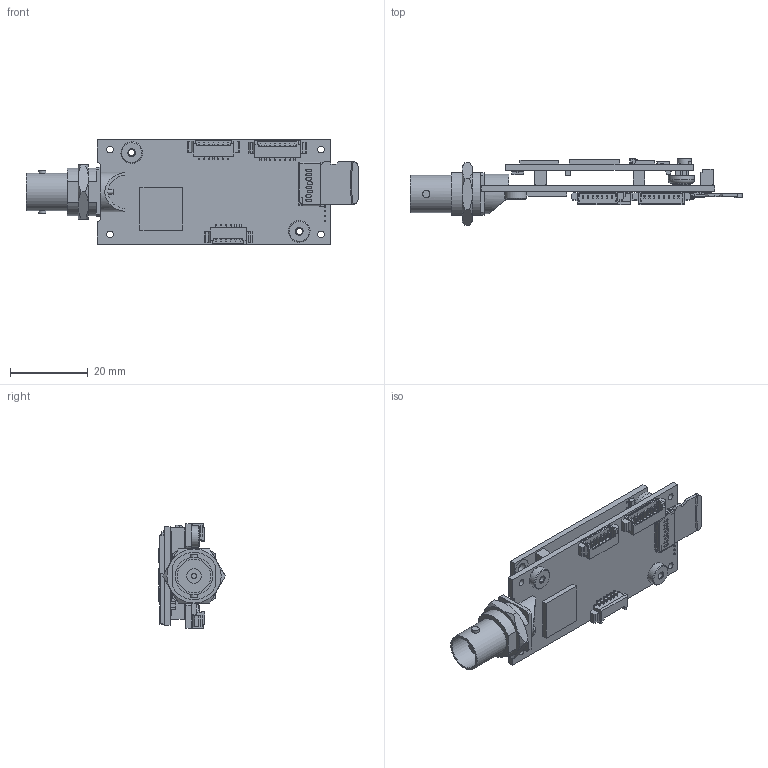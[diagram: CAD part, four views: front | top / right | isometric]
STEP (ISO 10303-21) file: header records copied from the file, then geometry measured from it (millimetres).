
FILE_DESCRIPTION (( 'STEP AP214' ), '1' );
FILE_NAME ('4067.STEP', '2023-09-26T19:27:12', ( '' ), ( '' ), 'SwSTEP 2.0', 'SolidWorks 2012', '' );
FILE_SCHEMA (( 'AUTOMOTIVE_DESIGN' ));
Length unit declared in the file: inch
Products named in the file (26): Battery_SMT; PEM KF2_M2x2 SMT; HDR4-1.25MM; BNC_Edge Launch; IC_11x11; 2960; SOT-23-5; LED_0603; IC_3x3; IC_5x5; SOT-23; Cap_ceramic_0805; Choke ELL4; IC_9x12.5; IC_13x13; IC_10x13; DF40; HDR-1.25mm_PicoBlade_SM_RA_8 pin; HDR-1.25mm_PicoBlade_SM_RA_7 pin; Micro SD card; SD_Micro; HDR-1.25mm_PicoBlade_SM_RA_6 pin; DF40F-60_4mm; 2267TA; 4067
Assembly tree (39 placements, depth 3):
  4067
    2267TA
    DF40F-60_4mm  x2
    HDR-1.25mm_PicoBlade_SM_RA_6 pin
    SD_Micro
    Micro SD card
    HDR-1.25mm_PicoBlade_SM_RA_7 pin
    HDR-1.25mm_PicoBlade_SM_RA_8 pin
    2960
      2960
      DF40  x2
      IC_10x13
      IC_13x13
      IC_9x12.5
      Choke ELL4  x3
      Cap_ceramic_0805  x6
      SOT-23
      IC_5x5
      IC_3x3
      LED_0603  x4
      SOT-23-5  x2
    IC_11x11
    BNC_Edge Launch
    HDR4-1.25MM
    PEM KF2_M2x2 SMT  x2
    Battery_SMT
Bounding box: 85.58 x 17.17 x 26.92 mm (x, y, z)
Volume: 7602.1 mm3; surface area: 13186.3 mm2
Topology: 81 solids, 82 shells, 6810 faces, 18388 edges, 12164 vertices
Faces by surface type: plane 5659, cylinder 1090, cone 55, bspline 5, torus 1
Full cylindrical faces by diameter (mm): 0.8 x1, 1.067 x1, 1.1 x1, 1.27 x1, 1.587 x2, 1.6 x2, 1.7 x4, 1.905 x2, 2 x2, 2.4 x4, 2.438 x4, 3.6 x3, 3.81 x2, 3.869 x2, 4.22 x2, 4.572 x8, 5.56 x2, 6.8 x1, 8.636 x1, 9.652 x1
Entity records: 167908 total; most frequent: CARTESIAN_POINT 23617, ORIENTED_EDGE 22336, DIRECTION 20797, EDGE_CURVE 11170, LINE 9653, VECTOR 9653, VERTEX_POINT 7391, AXIS2_PLACEMENT_3D 5572
